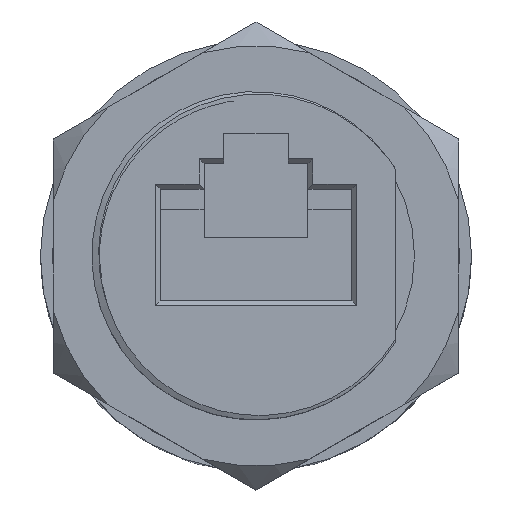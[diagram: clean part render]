
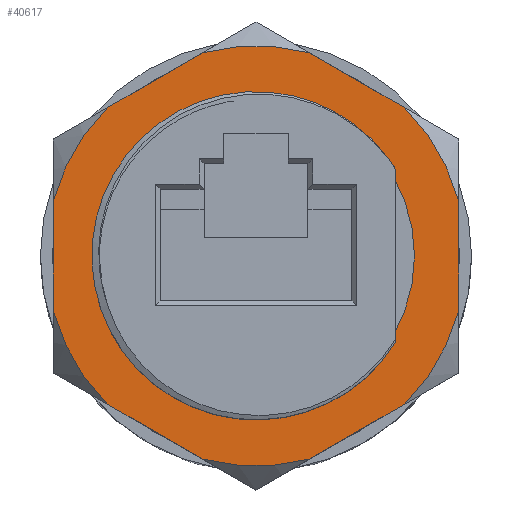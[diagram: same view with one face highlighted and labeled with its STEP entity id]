
A CAD part, top view. The second image highlights one B-rep face of the part: STEP entity #40617.
In plain terms, the highlighted planar face has unit normal (0, 0, 1).
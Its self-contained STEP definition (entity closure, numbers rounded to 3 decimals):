
#9598 = FACE_BOUND ( 'NONE', #37303, .T. ) ;
#9602 = FACE_OUTER_BOUND ( 'NONE', #37261, .T. ) ;
#10666 = PLANE ( 'NONE',  #12518 ) ;
#10681 = CARTESIAN_POINT ( 'NONE',  ( 0., 0., 3.5 ) ) ;
#10683 = DIRECTION ( 'NONE',  ( 0., 0., 1. ) ) ;
#10685 = DIRECTION ( 'NONE',  ( 1., 0., 0. ) ) ;
#12518 = AXIS2_PLACEMENT_3D ( 'NONE', #10681, #10683, #10685 ) ;
#12928 = EDGE_CURVE ( 'NONE', #32859, #32864, #37843, .T. ) ;
#12938 = EDGE_CURVE ( 'NONE', #32769, #32851, #37875, .T. ) ;
#12939 = EDGE_CURVE ( 'NONE', #32774, #32753, #37867, .T. ) ;
#12940 = EDGE_CURVE ( 'NONE', #32795, #32863, #37882, .T. ) ;
#12945 = EDGE_CURVE ( 'NONE', #32809, #32851, #37897, .T. ) ;
#12956 = EDGE_CURVE ( 'NONE', #32795, #32864, #37928, .T. ) ;
#12958 = EDGE_CURVE ( 'NONE', #32796, #32881, #37926, .T. ) ;
#12970 = EDGE_CURVE ( 'NONE', #32817, #32826, #37960, .T. ) ;
#12996 = AXIS2_PLACEMENT_3D ( 'NONE', #15881, #15882, #15883 ) ;
#12999 = AXIS2_PLACEMENT_3D ( 'NONE', #15980, #15981, #15982 ) ;
#13001 = AXIS2_PLACEMENT_3D ( 'NONE', #15988, #15989, #15990 ) ;
#13048 = AXIS2_PLACEMENT_3D ( 'NONE', #30232, #30233, #30234 ) ;
#13050 = AXIS2_PLACEMENT_3D ( 'NONE', #30250, #30251, #30252 ) ;
#13051 = AXIS2_PLACEMENT_3D ( 'NONE', #30281, #30282, #30283 ) ;
#13052 = AXIS2_PLACEMENT_3D ( 'NONE', #30311, #30312, #30313 ) ;
#13062 = AXIS2_PLACEMENT_3D ( 'NONE', #30537, #30538, #30539 ) ;
#15814 = CARTESIAN_POINT ( 'NONE',  ( -17.935, -25.005, 3.5 ) ) ;
#15831 = DIRECTION ( 'NONE',  ( -0.866, -0.5, 0. ) ) ;
#15878 = DIRECTION ( 'NONE',  ( 0.866, -0.5, 0. ) ) ;
#15879 = CARTESIAN_POINT ( 'NONE',  ( -30.622, 3.03, 3.5 ) ) ;
#15880 = CARTESIAN_POINT ( 'NONE',  ( -17.935, 25.005, 3.5 ) ) ;
#15881 = CARTESIAN_POINT ( 'NONE',  ( 0., 0., 3.5 ) ) ;
#15882 = DIRECTION ( 'NONE',  ( 0., 0., 1. ) ) ;
#15883 = DIRECTION ( 'NONE',  ( 1., 0., 0. ) ) ;
#15884 = DIRECTION ( 'NONE',  ( -0.866, 0.5, 0. ) ) ;
#15897 = CARTESIAN_POINT ( 'NONE',  ( -12.687, 0., 3.5 ) ) ;
#15927 = DIRECTION ( 'NONE',  ( 0., 1., 0. ) ) ;
#15980 = CARTESIAN_POINT ( 'NONE',  ( 0., 0., 3.5 ) ) ;
#15981 = DIRECTION ( 'NONE',  ( 0., 0., 1. ) ) ;
#15982 = DIRECTION ( 'NONE',  ( 1., 0., 0. ) ) ;
#15988 = CARTESIAN_POINT ( 'NONE',  ( 0., 0., 3.5 ) ) ;
#15989 = DIRECTION ( 'NONE',  ( 0., 0., 1. ) ) ;
#15990 = DIRECTION ( 'NONE',  ( 1., 0., 0. ) ) ;
#16027 = DIRECTION ( 'NONE',  ( 0., -1., 0. ) ) ;
#16033 = CARTESIAN_POINT ( 'NONE',  ( 12.687, 0., 3.5 ) ) ;
#24783 = EDGE_CURVE ( 'NONE', #32809, #32863, #32963, .T. ) ;
#24800 = EDGE_CURVE ( 'NONE', #32774, #32806, #32975, .T. ) ;
#24814 = EDGE_CURVE ( 'NONE', #32859, #32826, #32977, .T. ) ;
#24835 = EDGE_CURVE ( 'NONE', #32817, #32753, #32995, .T. ) ;
#24853 = EDGE_CURVE ( 'NONE', #32769, #32806, #33005, .T. ) ;
#24921 = EDGE_CURVE ( 'NONE', #32881, #32796, #33028, .T. ) ;
#28975 = CARTESIAN_POINT ( 'NONE',  ( 9.338, 9.259, 3.5 ) ) ;
#28980 = CARTESIAN_POINT ( 'NONE',  ( -9.338, 9.259, 3.5 ) ) ;
#28983 = CARTESIAN_POINT ( 'NONE',  ( 3.349, 12.716, 3.5 ) ) ;
#28987 = CARTESIAN_POINT ( 'NONE',  ( 12.687, 3.458, 3.5 ) ) ;
#28990 = CARTESIAN_POINT ( 'NONE',  ( -3.349, -12.716, 3.5 ) ) ;
#28991 = CARTESIAN_POINT ( 'NONE',  ( -9.925, 0., 3.5 ) ) ;
#28992 = CARTESIAN_POINT ( 'NONE',  ( -3.349, 12.716, 3.5 ) ) ;
#28995 = CARTESIAN_POINT ( 'NONE',  ( -12.687, -3.458, 3.5 ) ) ;
#29002 = CARTESIAN_POINT ( 'NONE',  ( 12.687, -3.458, 3.5 ) ) ;
#29009 = CARTESIAN_POINT ( 'NONE',  ( 9.925, 0., 3.5 ) ) ;
#29011 = CARTESIAN_POINT ( 'NONE',  ( -12.687, 3.458, 3.5 ) ) ;
#29012 = CARTESIAN_POINT ( 'NONE',  ( 9.338, -9.259, 3.5 ) ) ;
#29014 = CARTESIAN_POINT ( 'NONE',  ( -9.338, -9.259, 3.5 ) ) ;
#29015 = CARTESIAN_POINT ( 'NONE',  ( 3.349, -12.716, 3.5 ) ) ;
#30232 = CARTESIAN_POINT ( 'NONE',  ( 0., 0., 3.5 ) ) ;
#30233 = DIRECTION ( 'NONE',  ( 0., 0., 1. ) ) ;
#30234 = DIRECTION ( 'NONE',  ( 1., 0., 0. ) ) ;
#30250 = CARTESIAN_POINT ( 'NONE',  ( 0., 0., 3.5 ) ) ;
#30251 = DIRECTION ( 'NONE',  ( 0., 0., 1. ) ) ;
#30252 = DIRECTION ( 'NONE',  ( 1., 0., 0. ) ) ;
#30281 = CARTESIAN_POINT ( 'NONE',  ( 0., 0., 3.5 ) ) ;
#30282 = DIRECTION ( 'NONE',  ( 0., 0., 1. ) ) ;
#30283 = DIRECTION ( 'NONE',  ( 1., 0., 0. ) ) ;
#30311 = CARTESIAN_POINT ( 'NONE',  ( 0., 0., 3.5 ) ) ;
#30312 = DIRECTION ( 'NONE',  ( 0., 0., 1. ) ) ;
#30313 = DIRECTION ( 'NONE',  ( 1., 0., 0. ) ) ;
#30332 = CARTESIAN_POINT ( 'NONE',  ( -30.622, -3.03, 3.5 ) ) ;
#30333 = DIRECTION ( 'NONE',  ( 0.866, 0.5, 0. ) ) ;
#30537 = CARTESIAN_POINT ( 'NONE',  ( 0., 0., 3.5 ) ) ;
#30538 = DIRECTION ( 'NONE',  ( 0., 0., 1. ) ) ;
#30539 = DIRECTION ( 'NONE',  ( 1., 0., 0. ) ) ;
#32753 = VERTEX_POINT ( 'NONE', #28975 ) ;
#32769 = VERTEX_POINT ( 'NONE', #28980 ) ;
#32774 = VERTEX_POINT ( 'NONE', #28983 ) ;
#32795 = VERTEX_POINT ( 'NONE', #28990 ) ;
#32796 = VERTEX_POINT ( 'NONE', #28991 ) ;
#32806 = VERTEX_POINT ( 'NONE', #28992 ) ;
#32809 = VERTEX_POINT ( 'NONE', #28995 ) ;
#32817 = VERTEX_POINT ( 'NONE', #28987 ) ;
#32826 = VERTEX_POINT ( 'NONE', #29002 ) ;
#32851 = VERTEX_POINT ( 'NONE', #29011 ) ;
#32859 = VERTEX_POINT ( 'NONE', #29012 ) ;
#32863 = VERTEX_POINT ( 'NONE', #29014 ) ;
#32864 = VERTEX_POINT ( 'NONE', #29015 ) ;
#32881 = VERTEX_POINT ( 'NONE', #29009 ) ;
#32963 = CIRCLE ( 'NONE', #13048, 13.15 ) ;
#32975 = CIRCLE ( 'NONE', #13050, 13.15 ) ;
#32977 = CIRCLE ( 'NONE', #13051, 13.15 ) ;
#32995 = CIRCLE ( 'NONE', #13052, 13.15 ) ;
#33005 = LINE ( 'NONE', #30332, #33007 ) ;
#33007 = VECTOR ( 'NONE', #30333, 1000. ) ;
#33028 = CIRCLE ( 'NONE', #13062, 9.925 ) ;
#37261 = EDGE_LOOP ( 'NONE', ( #37485, #37486, #37487, #37488, #37489, #37490, #37491, #37492, #37493, #37494, #37495, #37496 ) ) ;
#37303 = EDGE_LOOP ( 'NONE', ( #37483, #37484 ) ) ;
#37483 = ORIENTED_EDGE ( 'NONE', *, *, #12958, .F. ) ;
#37484 = ORIENTED_EDGE ( 'NONE', *, *, #24921, .F. ) ;
#37485 = ORIENTED_EDGE ( 'NONE', *, *, #12956, .T. ) ;
#37486 = ORIENTED_EDGE ( 'NONE', *, *, #12928, .F. ) ;
#37487 = ORIENTED_EDGE ( 'NONE', *, *, #24814, .T. ) ;
#37488 = ORIENTED_EDGE ( 'NONE', *, *, #12970, .F. ) ;
#37489 = ORIENTED_EDGE ( 'NONE', *, *, #24835, .T. ) ;
#37490 = ORIENTED_EDGE ( 'NONE', *, *, #12939, .F. ) ;
#37491 = ORIENTED_EDGE ( 'NONE', *, *, #24800, .T. ) ;
#37492 = ORIENTED_EDGE ( 'NONE', *, *, #24853, .F. ) ;
#37493 = ORIENTED_EDGE ( 'NONE', *, *, #12938, .T. ) ;
#37494 = ORIENTED_EDGE ( 'NONE', *, *, #12945, .F. ) ;
#37495 = ORIENTED_EDGE ( 'NONE', *, *, #24783, .T. ) ;
#37496 = ORIENTED_EDGE ( 'NONE', *, *, #12940, .F. ) ;
#37843 = LINE ( 'NONE', #15814, #37848 ) ;
#37848 = VECTOR ( 'NONE', #15831, 1000. ) ;
#37867 = LINE ( 'NONE', #15880, #37884 ) ;
#37875 = CIRCLE ( 'NONE', #12996, 13.15 ) ;
#37882 = LINE ( 'NONE', #15879, #37888 ) ;
#37884 = VECTOR ( 'NONE', #15878, 1000. ) ;
#37888 = VECTOR ( 'NONE', #15884, 1000. ) ;
#37897 = LINE ( 'NONE', #15897, #37899 ) ;
#37899 = VECTOR ( 'NONE', #15927, 1000. ) ;
#37926 = CIRCLE ( 'NONE', #13001, 9.925 ) ;
#37928 = CIRCLE ( 'NONE', #12999, 13.15 ) ;
#37960 = LINE ( 'NONE', #16033, #37978 ) ;
#37978 = VECTOR ( 'NONE', #16027, 1000. ) ;
#40617 = ADVANCED_FACE ( 'NONE', ( #9598, #9602 ), #10666, .T. ) ;
